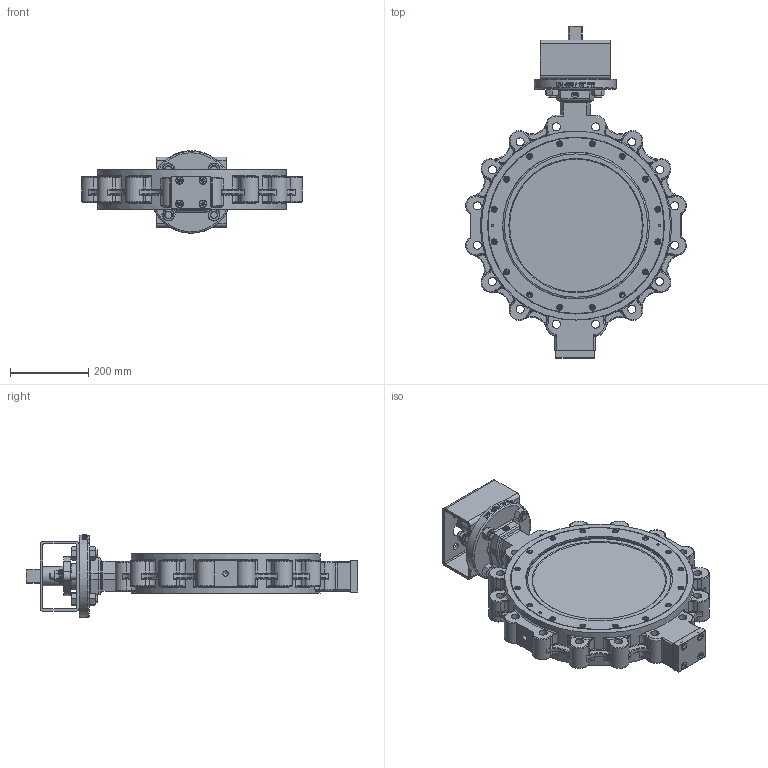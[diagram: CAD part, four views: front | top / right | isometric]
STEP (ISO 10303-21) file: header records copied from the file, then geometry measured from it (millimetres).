
FILE_DESCRIPTION((''),'2;1');
FILE_NAME('HP114 DN400-01.stp','2008-11-06T10:19:38',('hellwig'),(''),'Autodesk Inventor 2008','Autodesk Inventor 2008','');
FILE_SCHEMA(('AUTOMOTIVE_DESIGN { 1 0 10303 214 1 1 1 1 }'));
Length unit declared in the file: millimetre
Products named in the file (1): Bauteil20
Bounding box: 564.87 x 850 x 211 mm (x, y, z)
Volume: 16123943 mm3; surface area: 1711714.1 mm2
Topology: 5 solids, 56 shells, 2190 faces, 5241 edges, 3147 vertices
Faces by surface type: plane 719, bspline 628, cylinder 493, cone 202, torus 142, sphere 6
Full cylindrical faces by diameter (mm): 2 x1, 6 x4, 8 x16, 12 x4, 13 x16, 13.835 x1, 14 x3, 14.2 x3, 16 x4, 17.5 x2, 18 x8, 18.3 x12, 18.647 x4, 20 x8, 22 x4, 27.7 x4, 35.5 x12, 50 x2, 50.05 x6, 50.2 x5, 53 x1, 53.2 x1, 54.5 x1, 55.5 x1, 56 x1, 62.8 x1, 63 x2, 63.5 x1, 65.8 x1, 65.9 x1
Entity records: 104742 total; most frequent: CARTESIAN_POINT 58522, ORIENTED_EDGE 8964, DIRECTION 8668, EDGE_CURVE 4482, AXIS2_PLACEMENT_3D 3557, VERTEX_POINT 2967, EDGE_LOOP 2899, FACE_OUTER_BOUND 2190
